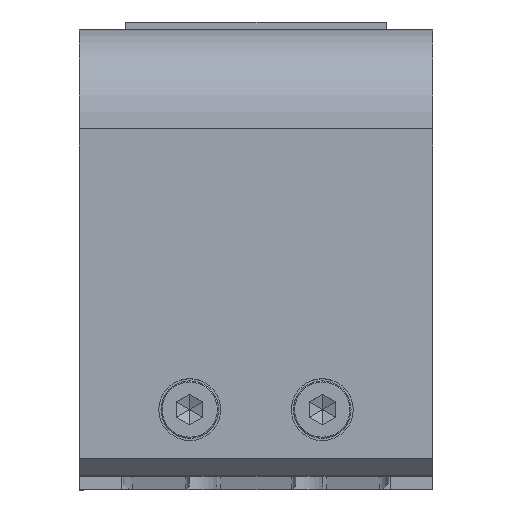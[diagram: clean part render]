
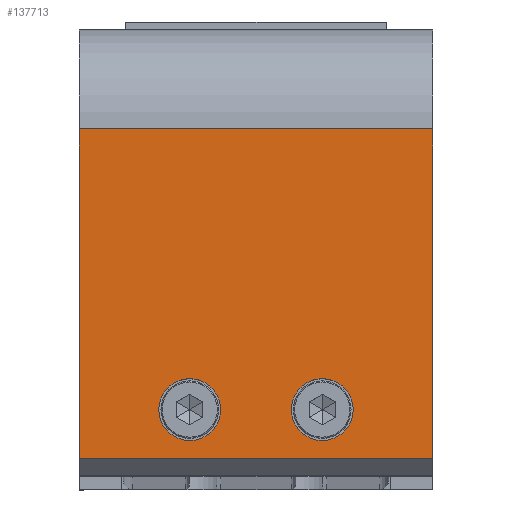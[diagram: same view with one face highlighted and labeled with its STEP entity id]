
A CAD part, top view. The second image highlights one B-rep face of the part: STEP entity #137713.
In plain terms, the highlighted planar face has unit normal (0, 0, 1).
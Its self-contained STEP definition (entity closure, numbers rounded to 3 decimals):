
#2754 = CARTESIAN_POINT ( 'NONE',  ( 185.798, 237.738, 570.351 ) ) ;
#4781 = CARTESIAN_POINT ( 'NONE',  ( 160.798, 174.238, 570.351 ) ) ;
#6809 = DIRECTION ( 'NONE',  ( 1., 0., 0. ) ) ;
#9095 = DIRECTION ( 'NONE',  ( 0., -1., 0. ) ) ;
#11420 = PLANE ( 'NONE',  #73882 ) ;
#11734 = CARTESIAN_POINT ( 'NONE',  ( 105.798, 163.238, 570.351 ) ) ;
#13051 = CARTESIAN_POINT ( 'NONE',  ( 153.798, 174.238, 570.351 ) ) ;
#16029 = DIRECTION ( 'NONE',  ( 0., -1., 0. ) ) ;
#16512 = ORIENTED_EDGE ( 'NONE', *, *, #58106, .T. ) ;
#17021 = EDGE_CURVE ( 'NONE', #98403, #73004, #159688, .T. ) ;
#17909 = DIRECTION ( 'NONE',  ( 1., 0., 0. ) ) ;
#18640 = DIRECTION ( 'NONE',  ( 0., 0., 1. ) ) ;
#25382 = CARTESIAN_POINT ( 'NONE',  ( 167.798, 174.238, 570.351 ) ) ;
#25917 = EDGE_LOOP ( 'NONE', ( #42978, #120499, #139279, #16512 ) ) ;
#26315 = FACE_BOUND ( 'NONE', #168670, .T. ) ;
#27605 = VECTOR ( 'NONE', #114423, 1000. ) ;
#29727 = AXIS2_PLACEMENT_3D ( 'NONE', #62725, #123107, #183401 ) ;
#33090 = CARTESIAN_POINT ( 'NONE',  ( 105.798, 159.238, 570.351 ) ) ;
#33214 = CARTESIAN_POINT ( 'NONE',  ( 123.798, 174.238, 570.351 ) ) ;
#38583 = EDGE_CURVE ( 'NONE', #158454, #101865, #64358, .T. ) ;
#42978 = ORIENTED_EDGE ( 'NONE', *, *, #121396, .T. ) ;
#44108 = VECTOR ( 'NONE', #185129, 1000. ) ;
#44973 = CIRCLE ( 'NONE', #180759, 7. ) ;
#52195 = EDGE_LOOP ( 'NONE', ( #81720, #63583 ) ) ;
#57197 = VERTEX_POINT ( 'NONE', #73960 ) ;
#58106 = EDGE_CURVE ( 'NONE', #139127, #65530, #113473, .T. ) ;
#59092 = VERTEX_POINT ( 'NONE', #11734 ) ;
#62725 = CARTESIAN_POINT ( 'NONE',  ( 130.798, 174.238, 570.351 ) ) ;
#63583 = ORIENTED_EDGE ( 'NONE', *, *, #123174, .F. ) ;
#64358 = CIRCLE ( 'NONE', #29727, 7. ) ;
#65530 = VERTEX_POINT ( 'NONE', #125593 ) ;
#66918 = CARTESIAN_POINT ( 'NONE',  ( 185.798, 237.738, 570.351 ) ) ;
#68764 = FACE_BOUND ( 'NONE', #52195, .T. ) ;
#73004 = VERTEX_POINT ( 'NONE', #13051 ) ;
#73681 = DIRECTION ( 'NONE',  ( 0., -1., 0. ) ) ;
#73882 = AXIS2_PLACEMENT_3D ( 'NONE', #178483, #181415, #73681 ) ;
#73960 = CARTESIAN_POINT ( 'NONE',  ( 185.798, 163.238, 570.351 ) ) ;
#81720 = ORIENTED_EDGE ( 'NONE', *, *, #17021, .F. ) ;
#81943 = ORIENTED_EDGE ( 'NONE', *, *, #186118, .F. ) ;
#81971 = CARTESIAN_POINT ( 'NONE',  ( 130.798, 174.238, 570.351 ) ) ;
#93819 = DIRECTION ( 'NONE',  ( 1., 0., 0. ) ) ;
#94105 = CARTESIAN_POINT ( 'NONE',  ( 160.798, 174.238, 570.351 ) ) ;
#96446 = LINE ( 'NONE', #33090, #105034 ) ;
#98403 = VERTEX_POINT ( 'NONE', #25382 ) ;
#101865 = VERTEX_POINT ( 'NONE', #192606 ) ;
#105034 = VECTOR ( 'NONE', #9095, 1000. ) ;
#113473 = LINE ( 'NONE', #66918, #27605 ) ;
#113966 = ORIENTED_EDGE ( 'NONE', *, *, #38583, .F. ) ;
#114423 = DIRECTION ( 'NONE',  ( -1., 0., 0. ) ) ;
#118759 = VECTOR ( 'NONE', #16029, 1000. ) ;
#120499 = ORIENTED_EDGE ( 'NONE', *, *, #165598, .T. ) ;
#121003 = LINE ( 'NONE', #184189, #44108 ) ;
#121396 = EDGE_CURVE ( 'NONE', #65530, #59092, #96446, .T. ) ;
#123107 = DIRECTION ( 'NONE',  ( 0., 0., 1. ) ) ;
#123174 = EDGE_CURVE ( 'NONE', #73004, #98403, #147240, .T. ) ;
#124186 = EDGE_CURVE ( 'NONE', #139127, #57197, #134745, .T. ) ;
#125593 = CARTESIAN_POINT ( 'NONE',  ( 105.798, 237.738, 570.351 ) ) ;
#134745 = LINE ( 'NONE', #149594, #118759 ) ;
#137713 = ADVANCED_FACE ( 'NONE', ( #68764, #26315, #146991 ), #11420, .F. ) ;
#139127 = VERTEX_POINT ( 'NONE', #2754 ) ;
#139279 = ORIENTED_EDGE ( 'NONE', *, *, #124186, .F. ) ;
#143309 = DIRECTION ( 'NONE',  ( 0., 0., 1. ) ) ;
#146970 = AXIS2_PLACEMENT_3D ( 'NONE', #4781, #18640, #93819 ) ;
#146991 = FACE_OUTER_BOUND ( 'NONE', #25917, .T. ) ;
#147240 = CIRCLE ( 'NONE', #178738, 7. ) ;
#149594 = CARTESIAN_POINT ( 'NONE',  ( 185.798, 159.238, 570.351 ) ) ;
#151558 = DIRECTION ( 'NONE',  ( 0., 0., 1. ) ) ;
#158454 = VERTEX_POINT ( 'NONE', #33214 ) ;
#159688 = CIRCLE ( 'NONE', #146970, 7. ) ;
#165598 = EDGE_CURVE ( 'NONE', #59092, #57197, #121003, .T. ) ;
#168670 = EDGE_LOOP ( 'NONE', ( #81943, #113966 ) ) ;
#178483 = CARTESIAN_POINT ( 'NONE',  ( 185.798, 159.238, 570.351 ) ) ;
#178738 = AXIS2_PLACEMENT_3D ( 'NONE', #94105, #151558, #17909 ) ;
#180759 = AXIS2_PLACEMENT_3D ( 'NONE', #81971, #143309, #6809 ) ;
#181415 = DIRECTION ( 'NONE',  ( 0., 0., -1. ) ) ;
#183401 = DIRECTION ( 'NONE',  ( 1., 0., 0. ) ) ;
#184189 = CARTESIAN_POINT ( 'NONE',  ( 185.798, 163.238, 570.351 ) ) ;
#185129 = DIRECTION ( 'NONE',  ( 1., 0., 0. ) ) ;
#186118 = EDGE_CURVE ( 'NONE', #101865, #158454, #44973, .T. ) ;
#192606 = CARTESIAN_POINT ( 'NONE',  ( 137.798, 174.238, 570.351 ) ) ;
